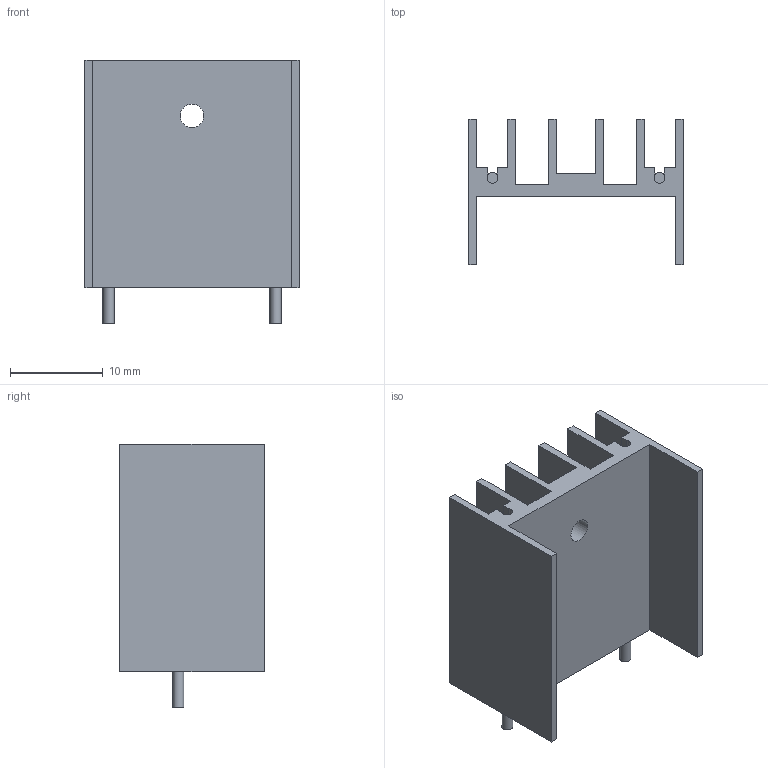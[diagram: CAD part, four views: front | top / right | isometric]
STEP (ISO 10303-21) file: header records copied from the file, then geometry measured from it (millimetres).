
FILE_DESCRIPTION(/* description */ (''),/* implementation_level */ '2;1');
FILE_NAME(/* name */ 'Heatsink_24x16x25mm_2pads v1.step',/* time_stamp */ '2020-05-23T00:08:01+02:00',/* author */ (''),/* organization */ (''),/* preprocessor_version */ 'ST-DEVELOPER v18.1',/* originating_system */ 'Autodesk Translation Framework v9.3.0.1241',/* authorisation */ '');
FILE_SCHEMA (('AUTOMOTIVE_DESIGN { 1 0 10303 214 3 1 1 }'));
Length unit declared in the file: millimetre
Products named in the file (1): Heatsink_24x16x25mm_2pads
Bounding box: 23.1 x 15.6 x 28.4 mm (x, y, z)
Volume: 2199.1 mm3; surface area: 4150.1 mm2
Topology: 3 solids, 3 shells, 45 faces, 117 edges, 78 vertices
Faces by surface type: plane 40, cylinder 5
Full cylindrical faces by diameter (mm): 1.2 x2, 2.529 x1
Entity records: 1403 total; most frequent: CARTESIAN_POINT 241, ORIENTED_EDGE 234, DIRECTION 219, EDGE_CURVE 117, LINE 107, VECTOR 107, VERTEX_POINT 78, AXIS2_PLACEMENT_3D 56
